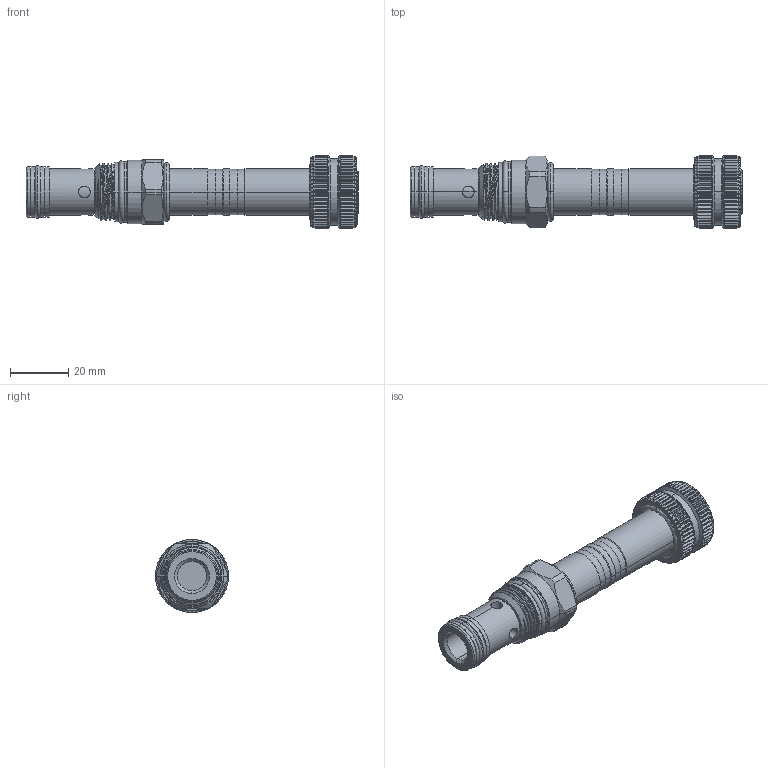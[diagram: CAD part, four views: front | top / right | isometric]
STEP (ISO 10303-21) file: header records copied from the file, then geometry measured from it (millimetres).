
FILE_DESCRIPTION (( 'STEP AP203' ), '1' );
FILE_NAME ('EP13A2C51N04.STEP', '2020-03-31T05:45:08', ( '' ), ( '' ), 'SwSTEP 2.0', 'SolidWorks 2018', '' );
FILE_SCHEMA (( 'CONFIG_CONTROL_DESIGN' ));
Length unit declared in the file: millimetre
Products named in the file (1): EP13A2C51N04
Bounding box: 113.7 x 25 x 25 mm (x, y, z)
Volume: 23114.2 mm3; surface area: 17259.5 mm2
Topology: 10 solids, 10 shells, 1155 faces, 3012 edges, 1900 vertices
Faces by surface type: cylinder 482, plane 452, cone 179, torus 22, bspline 20
Entity records: 45362 total; most frequent: CARTESIAN_POINT 18113, ORIENTED_EDGE 6020, DIRECTION 5357, EDGE_CURVE 3010, AXIS2_PLACEMENT_3D 2076, VERTEX_POINT 1900, LINE 1205, VECTOR 1205
